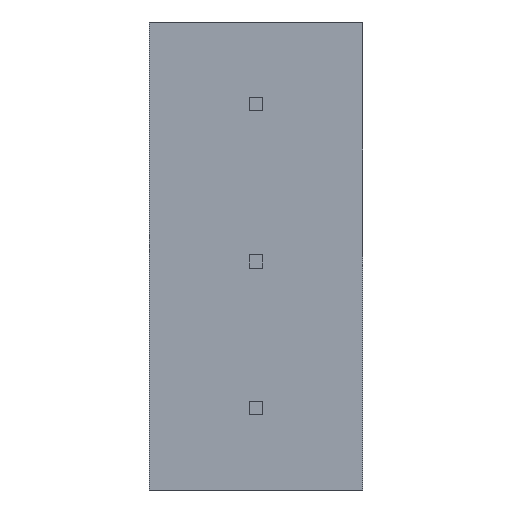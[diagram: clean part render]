
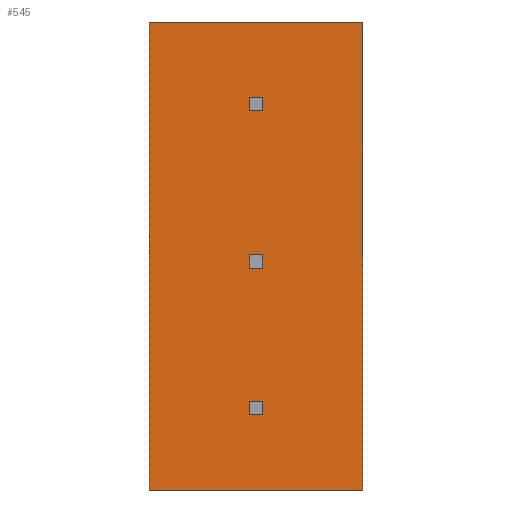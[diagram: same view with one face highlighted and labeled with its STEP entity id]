
A CAD part, front view. The second image highlights one B-rep face of the part: STEP entity #545.
In plain terms, the highlighted planar face has unit normal (0, -1, 0).
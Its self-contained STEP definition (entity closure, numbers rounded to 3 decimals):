
#15=FACE_BOUND('',#87,.T.);
#16=FACE_BOUND('',#88,.T.);
#17=FACE_BOUND('',#89,.T.);
#55=FACE_OUTER_BOUND('',#86,.T.);
#86=EDGE_LOOP('',(#470,#471,#472,#473));
#87=EDGE_LOOP('',(#474,#475,#476,#477));
#88=EDGE_LOOP('',(#478,#479,#480,#481));
#89=EDGE_LOOP('',(#482,#483,#484,#485));
#90=LINE('',#732,#160);
#94=LINE('',#740,#164);
#97=LINE('',#746,#167);
#100=LINE('',#751,#170);
#102=LINE('',#757,#172);
#106=LINE('',#765,#176);
#109=LINE('',#771,#179);
#112=LINE('',#776,#182);
#114=LINE('',#782,#184);
#118=LINE('',#790,#188);
#121=LINE('',#796,#191);
#124=LINE('',#801,#194);
#148=LINE('',#852,#218);
#152=LINE('',#860,#222);
#155=LINE('',#866,#225);
#158=LINE('',#871,#228);
#160=VECTOR('',#600,10.);
#164=VECTOR('',#606,10.);
#167=VECTOR('',#611,10.);
#170=VECTOR('',#616,10.);
#172=VECTOR('',#622,10.);
#176=VECTOR('',#628,10.);
#179=VECTOR('',#633,10.);
#182=VECTOR('',#638,10.);
#184=VECTOR('',#644,10.);
#188=VECTOR('',#650,10.);
#191=VECTOR('',#655,10.);
#194=VECTOR('',#660,10.);
#218=VECTOR('',#706,10.);
#222=VECTOR('',#712,10.);
#225=VECTOR('',#717,10.);
#228=VECTOR('',#722,10.);
#230=VERTEX_POINT('',#730);
#231=VERTEX_POINT('',#731);
#234=VERTEX_POINT('',#739);
#236=VERTEX_POINT('',#745);
#238=VERTEX_POINT('',#755);
#239=VERTEX_POINT('',#756);
#242=VERTEX_POINT('',#764);
#244=VERTEX_POINT('',#770);
#246=VERTEX_POINT('',#780);
#247=VERTEX_POINT('',#781);
#250=VERTEX_POINT('',#789);
#252=VERTEX_POINT('',#795);
#268=VERTEX_POINT('',#850);
#269=VERTEX_POINT('',#851);
#272=VERTEX_POINT('',#859);
#274=VERTEX_POINT('',#865);
#276=EDGE_CURVE('',#230,#231,#90,.T.);
#280=EDGE_CURVE('',#231,#234,#94,.T.);
#283=EDGE_CURVE('',#234,#236,#97,.T.);
#286=EDGE_CURVE('',#236,#230,#100,.T.);
#288=EDGE_CURVE('',#238,#239,#102,.T.);
#292=EDGE_CURVE('',#239,#242,#106,.T.);
#295=EDGE_CURVE('',#242,#244,#109,.T.);
#298=EDGE_CURVE('',#244,#238,#112,.T.);
#300=EDGE_CURVE('',#246,#247,#114,.T.);
#304=EDGE_CURVE('',#247,#250,#118,.T.);
#307=EDGE_CURVE('',#250,#252,#121,.T.);
#310=EDGE_CURVE('',#252,#246,#124,.T.);
#334=EDGE_CURVE('',#268,#269,#148,.T.);
#338=EDGE_CURVE('',#272,#268,#152,.T.);
#341=EDGE_CURVE('',#274,#272,#155,.T.);
#344=EDGE_CURVE('',#269,#274,#158,.T.);
#470=ORIENTED_EDGE('',*,*,#344,.F.);
#471=ORIENTED_EDGE('',*,*,#334,.F.);
#472=ORIENTED_EDGE('',*,*,#338,.F.);
#473=ORIENTED_EDGE('',*,*,#341,.F.);
#474=ORIENTED_EDGE('',*,*,#276,.T.);
#475=ORIENTED_EDGE('',*,*,#280,.T.);
#476=ORIENTED_EDGE('',*,*,#283,.T.);
#477=ORIENTED_EDGE('',*,*,#286,.T.);
#478=ORIENTED_EDGE('',*,*,#288,.T.);
#479=ORIENTED_EDGE('',*,*,#292,.T.);
#480=ORIENTED_EDGE('',*,*,#295,.T.);
#481=ORIENTED_EDGE('',*,*,#298,.T.);
#482=ORIENTED_EDGE('',*,*,#300,.T.);
#483=ORIENTED_EDGE('',*,*,#304,.T.);
#484=ORIENTED_EDGE('',*,*,#307,.T.);
#485=ORIENTED_EDGE('',*,*,#310,.T.);
#515=PLANE('',#595);
#545=ADVANCED_FACE('',(#55,#15,#16,#17),#515,.F.);
#595=AXIS2_PLACEMENT_3D('',#874,#726,#727);
#600=DIRECTION('',(0.,0.,1.));
#606=DIRECTION('',(1.,0.,0.));
#611=DIRECTION('',(0.,0.,-1.));
#616=DIRECTION('',(-1.,0.,0.));
#622=DIRECTION('',(0.,0.,1.));
#628=DIRECTION('',(1.,0.,0.));
#633=DIRECTION('',(0.,0.,-1.));
#638=DIRECTION('',(-1.,0.,0.));
#644=DIRECTION('',(0.,0.,1.));
#650=DIRECTION('',(1.,0.,0.));
#655=DIRECTION('',(0.,0.,-1.));
#660=DIRECTION('',(-1.,0.,0.));
#706=DIRECTION('',(0.,0.,1.));
#712=DIRECTION('',(-1.,0.,0.));
#717=DIRECTION('',(0.,0.,-1.));
#722=DIRECTION('',(1.,0.,0.));
#726=DIRECTION('center_axis',(0.,1.,0.));
#727=DIRECTION('ref_axis',(0.,0.,1.));
#730=CARTESIAN_POINT('',(1.825,0.,-7.175));
#731=CARTESIAN_POINT('',(1.825,0.,-6.925));
#732=CARTESIAN_POINT('',(1.825,0.,-5.6));
#739=CARTESIAN_POINT('',(2.075,0.,-6.925));
#740=CARTESIAN_POINT('',(2.013,0.,-6.925));
#745=CARTESIAN_POINT('',(2.075,0.,-7.175));
#746=CARTESIAN_POINT('',(2.075,0.,-5.725));
#751=CARTESIAN_POINT('',(1.888,0.,-7.175));
#755=CARTESIAN_POINT('',(1.825,0.,-1.625));
#756=CARTESIAN_POINT('',(1.825,0.,-1.375));
#757=CARTESIAN_POINT('',(1.825,0.,-2.825));
#764=CARTESIAN_POINT('',(2.075,0.,-1.375));
#765=CARTESIAN_POINT('',(2.013,0.,-1.375));
#770=CARTESIAN_POINT('',(2.075,0.,-1.625));
#771=CARTESIAN_POINT('',(2.075,0.,-2.95));
#776=CARTESIAN_POINT('',(1.888,0.,-1.625));
#780=CARTESIAN_POINT('',(1.825,0.,-4.5));
#781=CARTESIAN_POINT('',(1.825,0.,-4.25));
#782=CARTESIAN_POINT('',(1.825,0.,-4.263));
#789=CARTESIAN_POINT('',(2.075,0.,-4.25));
#790=CARTESIAN_POINT('',(2.013,0.,-4.25));
#795=CARTESIAN_POINT('',(2.075,0.,-4.5));
#796=CARTESIAN_POINT('',(2.075,0.,-4.388));
#801=CARTESIAN_POINT('',(1.888,0.,-4.5));
#850=CARTESIAN_POINT('',(0.,0.,-8.55));
#851=CARTESIAN_POINT('',(0.,0.,0.));
#852=CARTESIAN_POINT('',(0.,0.,-8.55));
#859=CARTESIAN_POINT('',(3.9,0.,-8.55));
#860=CARTESIAN_POINT('',(3.9,0.,-8.55));
#865=CARTESIAN_POINT('',(3.9,0.,0.));
#866=CARTESIAN_POINT('',(3.9,0.,0.));
#871=CARTESIAN_POINT('',(0.,0.,0.));
#874=CARTESIAN_POINT('Origin',(1.95,0.,-4.275));
